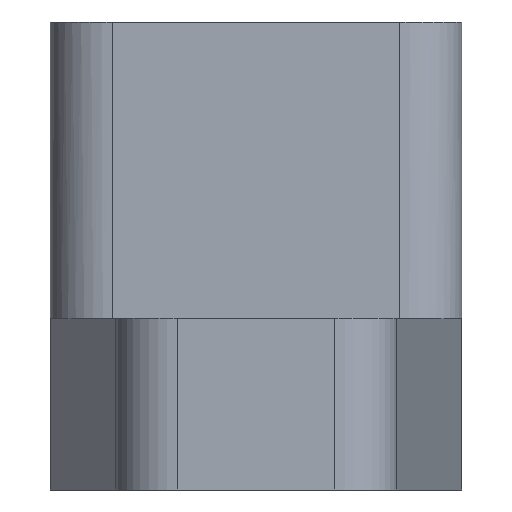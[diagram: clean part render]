
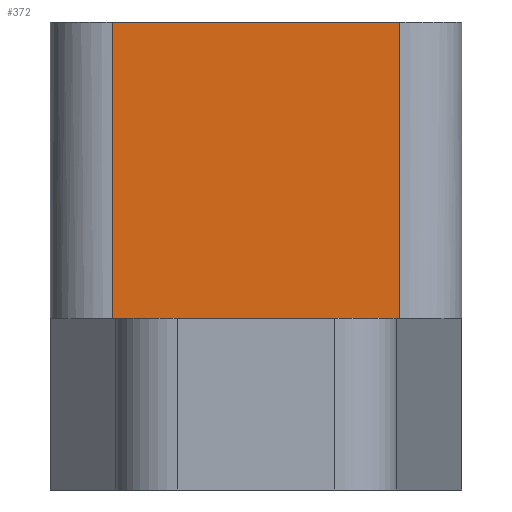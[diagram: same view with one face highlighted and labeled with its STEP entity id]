
A CAD part, front view. The second image highlights one B-rep face of the part: STEP entity #372.
In plain terms, the highlighted planar face has unit normal (0, -1, 0).
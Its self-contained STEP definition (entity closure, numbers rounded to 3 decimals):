
#38 = VERTEX_POINT ( 'NONE', #1177 ) ;
#72 = CARTESIAN_POINT ( 'NONE',  ( -4.6, -6.6, 0. ) ) ;
#104 = PLANE ( 'NONE',  #712 ) ;
#112 = VERTEX_POINT ( 'NONE', #72 ) ;
#130 = CARTESIAN_POINT ( 'NONE',  ( 4.6, -6.6, 0. ) ) ;
#133 = LINE ( 'NONE', #1124, #151 ) ;
#151 = VECTOR ( 'NONE', #360, 1000. ) ;
#168 = ORIENTED_EDGE ( 'NONE', *, *, #370, .T. ) ;
#207 = DIRECTION ( 'NONE',  ( -1., 0., 0. ) ) ;
#350 = EDGE_LOOP ( 'NONE', ( #168, #589, #519, #973 ) ) ;
#360 = DIRECTION ( 'NONE',  ( 0., 0., -1. ) ) ;
#368 = LINE ( 'NONE', #566, #445 ) ;
#370 = EDGE_CURVE ( 'NONE', #112, #1102, #978, .T. ) ;
#372 = ADVANCED_FACE ( 'NONE', ( #867 ), #104, .F. ) ;
#375 = DIRECTION ( 'NONE',  ( 1., 0., 0. ) ) ;
#445 = VECTOR ( 'NONE', #375, 1000. ) ;
#519 = ORIENTED_EDGE ( 'NONE', *, *, #899, .F. ) ;
#561 = LINE ( 'NONE', #980, #1171 ) ;
#566 = CARTESIAN_POINT ( 'NONE',  ( -4.6, -6.6, 9.5 ) ) ;
#568 = DIRECTION ( 'NONE',  ( 1., 0., 0. ) ) ;
#589 = ORIENTED_EDGE ( 'NONE', *, *, #782, .F. ) ;
#678 = DIRECTION ( 'NONE',  ( 0., 1., 0. ) ) ;
#712 = AXIS2_PLACEMENT_3D ( 'NONE', #866, #678, #207 ) ;
#771 = CARTESIAN_POINT ( 'NONE',  ( 4.6, -6.6, 0. ) ) ;
#782 = EDGE_CURVE ( 'NONE', #38, #1102, #133, .T. ) ;
#855 = VERTEX_POINT ( 'NONE', #1129 ) ;
#866 = CARTESIAN_POINT ( 'NONE',  ( 4.6, -6.6, 6. ) ) ;
#867 = FACE_OUTER_BOUND ( 'NONE', #350, .T. ) ;
#899 = EDGE_CURVE ( 'NONE', #855, #38, #368, .T. ) ;
#973 = ORIENTED_EDGE ( 'NONE', *, *, #1146, .T. ) ;
#975 = DIRECTION ( 'NONE',  ( 0., 0., -1. ) ) ;
#978 = LINE ( 'NONE', #771, #1087 ) ;
#980 = CARTESIAN_POINT ( 'NONE',  ( -4.6, -6.6, 6. ) ) ;
#1087 = VECTOR ( 'NONE', #568, 1000. ) ;
#1102 = VERTEX_POINT ( 'NONE', #130 ) ;
#1124 = CARTESIAN_POINT ( 'NONE',  ( 4.6, -6.6, 6. ) ) ;
#1129 = CARTESIAN_POINT ( 'NONE',  ( -4.6, -6.6, 9.5 ) ) ;
#1146 = EDGE_CURVE ( 'NONE', #855, #112, #561, .T. ) ;
#1171 = VECTOR ( 'NONE', #975, 1000. ) ;
#1177 = CARTESIAN_POINT ( 'NONE',  ( 4.6, -6.6, 9.5 ) ) ;
